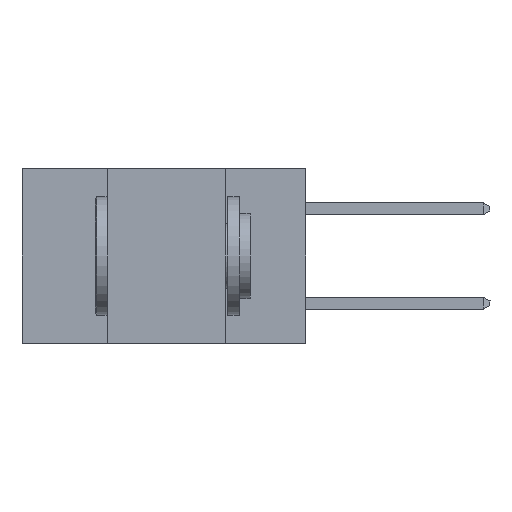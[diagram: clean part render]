
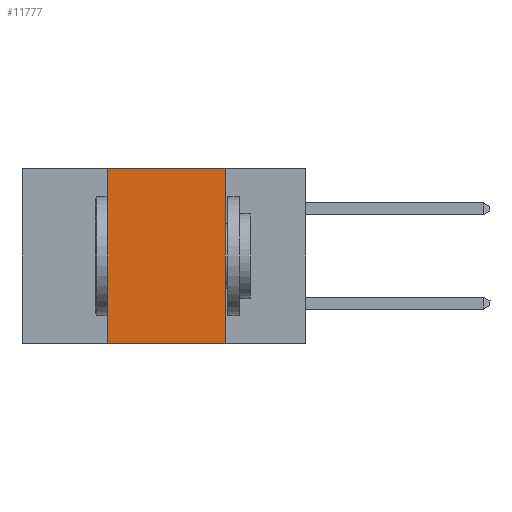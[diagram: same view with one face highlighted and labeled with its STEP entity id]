
A CAD part, left-side view. The second image highlights one B-rep face of the part: STEP entity #11777.
In plain terms, the highlighted planar face has unit normal (-1, 0, 0).
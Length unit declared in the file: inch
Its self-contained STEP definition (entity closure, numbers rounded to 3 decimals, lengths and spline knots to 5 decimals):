
#2087 = CARTESIAN_POINT ( 'NONE',  ( 0., 0.42, 0. ) ) ;
#2584 = FACE_OUTER_BOUND ( 'NONE', #5087, .T. ) ;
#2750 = PLANE ( 'NONE',  #10260 ) ;
#4157 = ORIENTED_EDGE ( 'NONE', *, *, #14189, .T. ) ;
#4249 = CARTESIAN_POINT ( 'NONE',  ( 0., 0.17, -0.37 ) ) ;
#4335 = CARTESIAN_POINT ( 'NONE',  ( 0., 0.17, 0. ) ) ;
#4838 = LINE ( 'NONE', #10337, #18919 ) ;
#4926 = VECTOR ( 'NONE', #15957, 39.37008 ) ;
#5087 = EDGE_LOOP ( 'NONE', ( #8662, #19779, #6937, #4157 ) ) ;
#6012 = EDGE_CURVE ( 'NONE', #16478, #11810, #13540, .T. ) ;
#6937 = ORIENTED_EDGE ( 'NONE', *, *, #12392, .F. ) ;
#7421 = EDGE_CURVE ( 'NONE', #14164, #16478, #4838, .T. ) ;
#8662 = ORIENTED_EDGE ( 'NONE', *, *, #6012, .F. ) ;
#8872 = DIRECTION ( 'NONE',  ( 0., 0., -1. ) ) ;
#9207 = VECTOR ( 'NONE', #11173, 39.37008 ) ;
#9746 = CARTESIAN_POINT ( 'NONE',  ( 0., 0.6, -0.37 ) ) ;
#10260 = AXIS2_PLACEMENT_3D ( 'NONE', #20021, #20158, #8872 ) ;
#10329 = VECTOR ( 'NONE', #13939, 39.37008 ) ;
#10337 = CARTESIAN_POINT ( 'NONE',  ( 0., 0.6, 0. ) ) ;
#11173 = DIRECTION ( 'NONE',  ( 0., 0., 1. ) ) ;
#11777 = ADVANCED_FACE ( 'NONE', ( #2584 ), #2750, .F. ) ;
#11810 = VERTEX_POINT ( 'NONE', #4249 ) ;
#12392 = EDGE_CURVE ( 'NONE', #16607, #14164, #16382, .T. ) ;
#13443 = DIRECTION ( 'NONE',  ( 0., -1., 0. ) ) ;
#13540 = LINE ( 'NONE', #4335, #10329 ) ;
#13939 = DIRECTION ( 'NONE',  ( 0., 0., -1. ) ) ;
#14164 = VERTEX_POINT ( 'NONE', #14379 ) ;
#14189 = EDGE_CURVE ( 'NONE', #16607, #11810, #17058, .T. ) ;
#14379 = CARTESIAN_POINT ( 'NONE',  ( 0., 0.42, 0. ) ) ;
#15682 = CARTESIAN_POINT ( 'NONE',  ( 0., 0.42, -0.37 ) ) ;
#15957 = DIRECTION ( 'NONE',  ( 0., -1., 0. ) ) ;
#16382 = LINE ( 'NONE', #2087, #9207 ) ;
#16478 = VERTEX_POINT ( 'NONE', #16882 ) ;
#16607 = VERTEX_POINT ( 'NONE', #15682 ) ;
#16882 = CARTESIAN_POINT ( 'NONE',  ( 0., 0.17, 0. ) ) ;
#17058 = LINE ( 'NONE', #9746, #4926 ) ;
#18919 = VECTOR ( 'NONE', #13443, 39.37008 ) ;
#19779 = ORIENTED_EDGE ( 'NONE', *, *, #7421, .F. ) ;
#20021 = CARTESIAN_POINT ( 'NONE',  ( 0., 0.6, 0. ) ) ;
#20158 = DIRECTION ( 'NONE',  ( 1., 0., 0. ) ) ;
